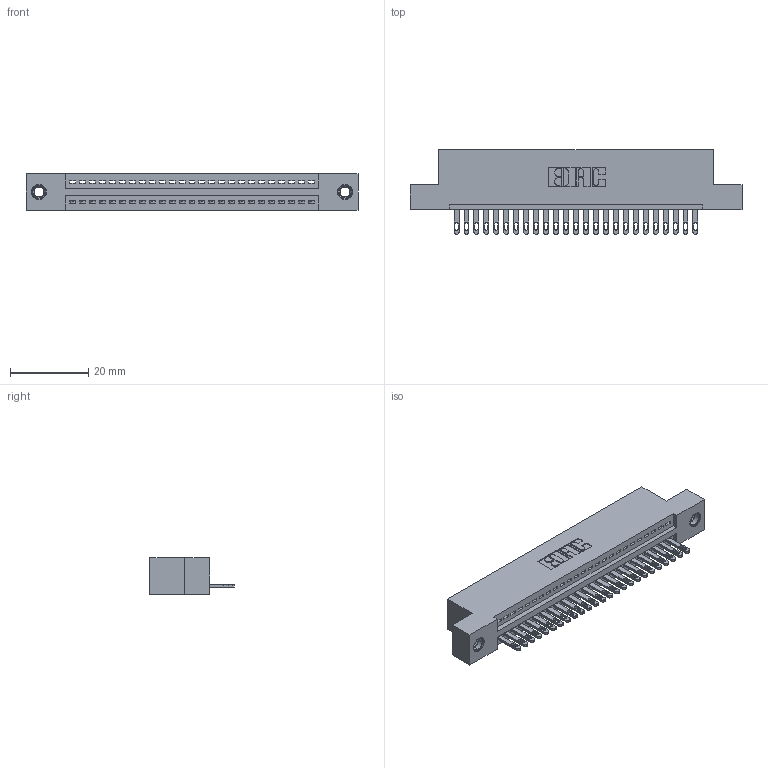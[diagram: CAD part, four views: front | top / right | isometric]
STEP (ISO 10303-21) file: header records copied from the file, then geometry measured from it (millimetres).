
FILE_DESCRIPTION (( 'STEP AP203' ), '1' );
FILE_NAME ('895-025-500-107.STEP', '2020-09-25T13:47:27', ( '' ), ( '' ), 'SwSTEP 2.0', 'SolidWorks 2020', '' );
FILE_SCHEMA (( 'CONFIG_CONTROL_DESIGN' ));
Length unit declared in the file: inch
Products named in the file (4): 895-025-500-107; 345-292-001_345-293-100; 845 Part_Flush Mounting Lugs - 0.156 Dia-TI; 345-250-001_345-250-005-103
Assembly tree (28 placements, depth 2):
  895-025-500-107
    845 Part_Flush Mounting Lugs - 0.156 Dia-TI
    345-292-001_345-293-100  x25
    345-250-001_345-250-005-103  x2
Bounding box: 84.71 x 21.51 x 9.4 mm (x, y, z)
Volume: 7908.4 mm3; surface area: 10367.3 mm2
Topology: 28 solids, 28 shells, 1536 faces, 4677 edges, 3110 vertices
Faces by surface type: plane 962, cylinder 558, cone 12, torus 4
Entity records: 22220 total; most frequent: CARTESIAN_POINT 3830, ORIENTED_EDGE 3782, DIRECTION 3399, EDGE_CURVE 1891, LINE 1635, VECTOR 1635, VERTEX_POINT 1256, AXIS2_PLACEMENT_3D 882
